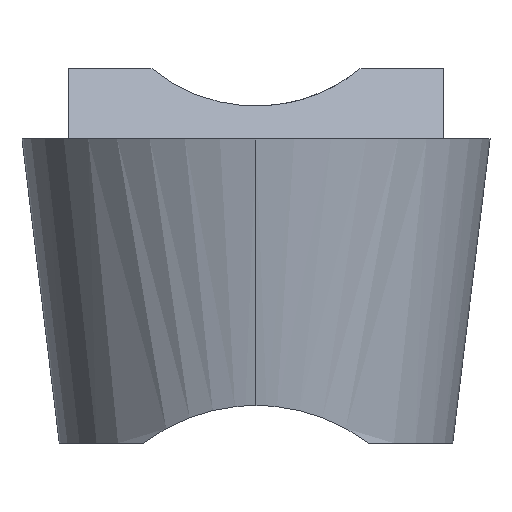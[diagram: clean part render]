
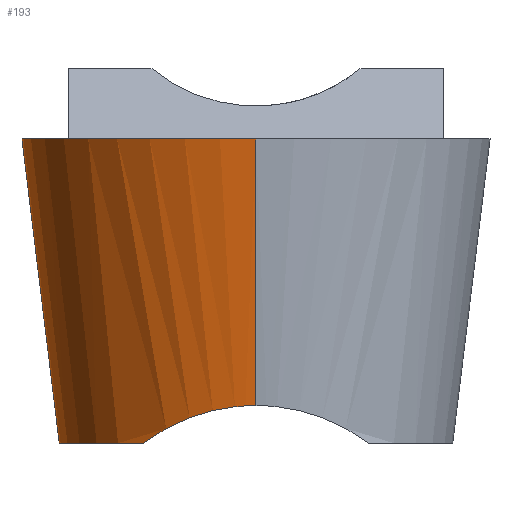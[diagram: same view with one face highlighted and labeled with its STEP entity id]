
A CAD part, front view. The second image highlights one B-rep face of the part: STEP entity #193.
In plain terms, the highlighted free-form (B-spline) face has degree [5, 1] with [9, 2] control points.
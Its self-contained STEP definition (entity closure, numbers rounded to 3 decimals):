
#124=CARTESIAN_POINT('Control Point',(-5.,5.218,0.)) ;
#125=CARTESIAN_POINT('Control Point',(-3.904,5.17,-8.933)) ;
#126=CARTESIAN_POINT('Control Point',(-5.043,4.24,0.)) ;
#127=CARTESIAN_POINT('Control Point',(-3.938,4.407,-8.933)) ;
#128=CARTESIAN_POINT('Control Point',(-4.846,3.251,0.)) ;
#129=CARTESIAN_POINT('Control Point',(-3.784,3.635,-8.933)) ;
#130=CARTESIAN_POINT('Control Point',(-4.406,2.331,0.)) ;
#131=CARTESIAN_POINT('Control Point',(-3.441,2.917,-8.933)) ;
#132=CARTESIAN_POINT('Control Point',(-3.341,1.055,0.)) ;
#133=CARTESIAN_POINT('Control Point',(-2.609,1.92,-8.933)) ;
#134=CARTESIAN_POINT('Control Point',(-1.889,0.303,0.)) ;
#135=CARTESIAN_POINT('Control Point',(-1.476,1.333,-8.933)) ;
#136=CARTESIAN_POINT('Control Point',(-1.274,0.1,0.)) ;
#137=CARTESIAN_POINT('Control Point',(-0.997,1.174,-8.933)) ;
#138=CARTESIAN_POINT('Control Point',(-0.637,-0.001,0.)) ;
#139=CARTESIAN_POINT('Control Point',(-0.495,1.096,-8.933)) ;
#140=CARTESIAN_POINT('Control Point',(0.,0.,0.)) ;
#141=CARTESIAN_POINT('Control Point',(0.,1.097,-8.933)) ;
#143=CARTESIAN_POINT('Control Point',(-2.405,1.551,-6.5)) ;
#144=CARTESIAN_POINT('Control Point',(-2.037,1.253,-6.222)) ;
#145=CARTESIAN_POINT('Control Point',(-1.605,0.998,-5.981)) ;
#146=CARTESIAN_POINT('Control Point',(-1.106,0.798,-5.791)) ;
#147=CARTESIAN_POINT('Control Point',(-0.551,0.699,-5.696)) ;
#148=CARTESIAN_POINT('Control Point',(0.,0.699,-5.696)) ;
#149=CARTESIAN_POINT('Vertex',(-2.405,1.551,-6.5)) ;
#151=CARTESIAN_POINT('Vertex',(0.,0.699,-5.696)) ;
#155=CARTESIAN_POINT('Control Point',(0.,0.,0.)) ;
#156=CARTESIAN_POINT('Control Point',(0.,0.699,-5.696)) ;
#157=CARTESIAN_POINT('Vertex',(0.,0.,0.)) ;
#161=CARTESIAN_POINT('Control Point',(-5.,5.218,0.)) ;
#162=CARTESIAN_POINT('Control Point',(-5.043,4.24,0.)) ;
#163=CARTESIAN_POINT('Control Point',(-4.846,3.251,0.)) ;
#164=CARTESIAN_POINT('Control Point',(-4.406,2.331,0.)) ;
#165=CARTESIAN_POINT('Control Point',(-3.341,1.055,0.)) ;
#166=CARTESIAN_POINT('Control Point',(-1.889,0.303,0.)) ;
#167=CARTESIAN_POINT('Control Point',(-1.274,0.1,0.)) ;
#168=CARTESIAN_POINT('Control Point',(-0.637,-0.001,0.)) ;
#169=CARTESIAN_POINT('Control Point',(0.,0.,0.)) ;
#170=CARTESIAN_POINT('Vertex',(-5.,5.218,0.)) ;
#174=CARTESIAN_POINT('Control Point',(-5.,5.218,0.)) ;
#175=CARTESIAN_POINT('Control Point',(-4.203,5.183,-6.5)) ;
#176=CARTESIAN_POINT('Vertex',(-4.203,5.183,-6.5)) ;
#180=CARTESIAN_POINT('Control Point',(-4.203,5.183,-6.5)) ;
#181=CARTESIAN_POINT('Control Point',(-4.249,4.127,-6.5)) ;
#182=CARTESIAN_POINT('Control Point',(-3.939,3.053,-6.5)) ;
#183=CARTESIAN_POINT('Control Point',(-3.273,2.155,-6.5)) ;
#184=CARTESIAN_POINT('Control Point',(-2.405,1.551,-6.5)) ;
#187=ORIENTED_EDGE('',*,*,#153,.T.) ;
#188=ORIENTED_EDGE('',*,*,#159,.F.) ;
#189=ORIENTED_EDGE('',*,*,#172,.F.) ;
#190=ORIENTED_EDGE('',*,*,#178,.T.) ;
#191=ORIENTED_EDGE('',*,*,#185,.T.) ;
#193=ADVANCED_FACE('CUT',(#192),#123,.F.) ;
#142=B_SPLINE_CURVE_WITH_KNOTS('',5,(#143,#144,#145,#146,#147,#148),.UNSPECIFIED.,.F.,.U.,(6,6),(0.,3.985),.UNSPECIFIED.) ;
#154=B_SPLINE_CURVE_WITH_KNOTS('',1,(#155,#156),.UNSPECIFIED.,.F.,.U.,(2,2),(0.,5.739),.UNSPECIFIED.) ;
#160=B_SPLINE_CURVE_WITH_KNOTS('',5,(#161,#162,#163,#164,#165,#166,#167,#168,#169),.UNSPECIFIED.,.F.,.U.,(6,3,6),(0.,4.392,7.244),.UNSPECIFIED.) ;
#173=B_SPLINE_CURVE_WITH_KNOTS('',1,(#174,#175),.UNSPECIFIED.,.F.,.U.,(2,2),(0.,6.549),.UNSPECIFIED.) ;
#179=B_SPLINE_CURVE_WITH_KNOTS('',4,(#180,#181,#182,#183,#184),.UNSPECIFIED.,.F.,.U.,(5,5),(0.,6.185),.UNSPECIFIED.) ;
#123=B_SPLINE_SURFACE_WITH_KNOTS('',5,1,((#124,#125),(#126,#127),(#128,#129),(#130,#131),(#132,#133),(#134,#135),(#136,#137),(#138,#139),(#140,#141)),.UNSPECIFIED.,.F.,.F.,.U.,(6,3,6),(2,2),(0.,4.392,7.244),(0.,9.),.UNSPECIFIED.) ;
#153=EDGE_CURVE('',#150,#152,#142,.T.) ;
#159=EDGE_CURVE('',#158,#152,#154,.T.) ;
#172=EDGE_CURVE('',#171,#158,#160,.T.) ;
#178=EDGE_CURVE('',#171,#177,#173,.T.) ;
#185=EDGE_CURVE('',#177,#150,#179,.T.) ;
#186=EDGE_LOOP('',(#187,#188,#189,#190,#191)) ;
#192=FACE_OUTER_BOUND('',#186,.T.) ;
#150=VERTEX_POINT('',#149) ;
#152=VERTEX_POINT('',#151) ;
#158=VERTEX_POINT('',#157) ;
#171=VERTEX_POINT('',#170) ;
#177=VERTEX_POINT('',#176) ;
